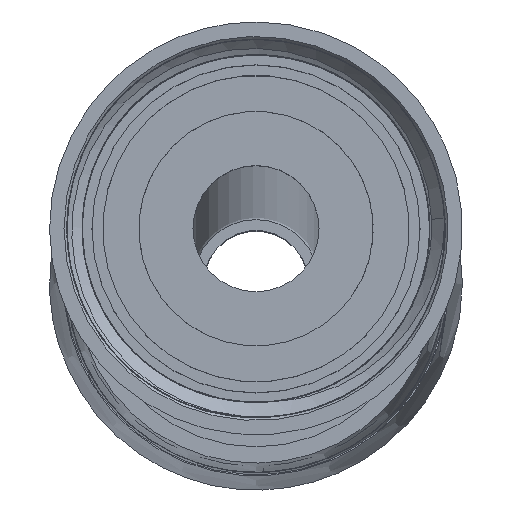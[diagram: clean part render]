
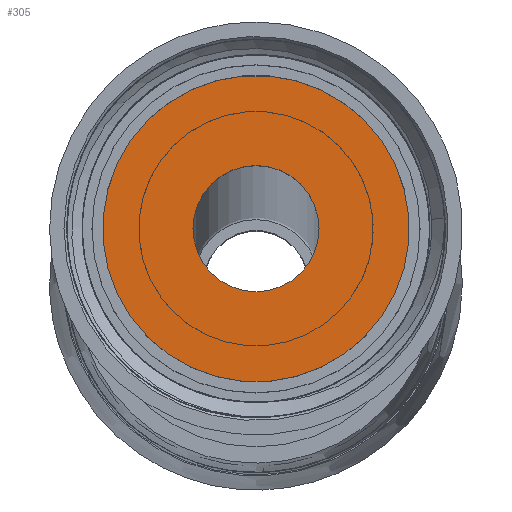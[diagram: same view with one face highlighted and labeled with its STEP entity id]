
A CAD part, top view. The second image highlights one B-rep face of the part: STEP entity #305.
In plain terms, the highlighted planar face has unit normal (0, 0, 1).
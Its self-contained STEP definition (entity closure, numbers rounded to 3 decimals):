
#175=PLANE('',#1253);
#230=FACE_OUTER_BOUND('',#602,.T.);
#305=ADVANCED_FACE('',(#447,#230),#175,.T.);
#447=FACE_BOUND('',#601,.T.);
#601=EDGE_LOOP('',(#791));
#602=EDGE_LOOP('',(#792));
#791=ORIENTED_EDGE('',*,*,#1033,.T.);
#792=ORIENTED_EDGE('',*,*,#1034,.F.);
#933=VERTEX_POINT('',#3159);
#934=VERTEX_POINT('',#3161);
#1033=EDGE_CURVE('',#933,#933,#1121,.T.);
#1034=EDGE_CURVE('',#934,#934,#1122,.T.);
#1121=CIRCLE('',#1251,3.5);
#1122=CIRCLE('',#1252,8.5);
#1251=AXIS2_PLACEMENT_3D('',#3158,#1516,#1517);
#1252=AXIS2_PLACEMENT_3D('',#3160,#1518,#1519);
#1253=AXIS2_PLACEMENT_3D('',#3162,#1520,#1521);
#1516=DIRECTION('',(0.,0.,-1.));
#1517=DIRECTION('',(-0.707,0.707,0.));
#1518=DIRECTION('',(0.,0.,-1.));
#1519=DIRECTION('',(0.707,-0.707,0.));
#1520=DIRECTION('',(0.,0.,1.));
#1521=DIRECTION('',(0.707,-0.707,0.));
#3158=CARTESIAN_POINT('',(0.,0.,1735.1));
#3159=CARTESIAN_POINT('',(-2.475,2.475,1735.1));
#3160=CARTESIAN_POINT('',(0.,0.,1735.1));
#3161=CARTESIAN_POINT('',(6.01,-6.011,1735.1));
#3162=CARTESIAN_POINT('',(0.,0.,1735.1));
